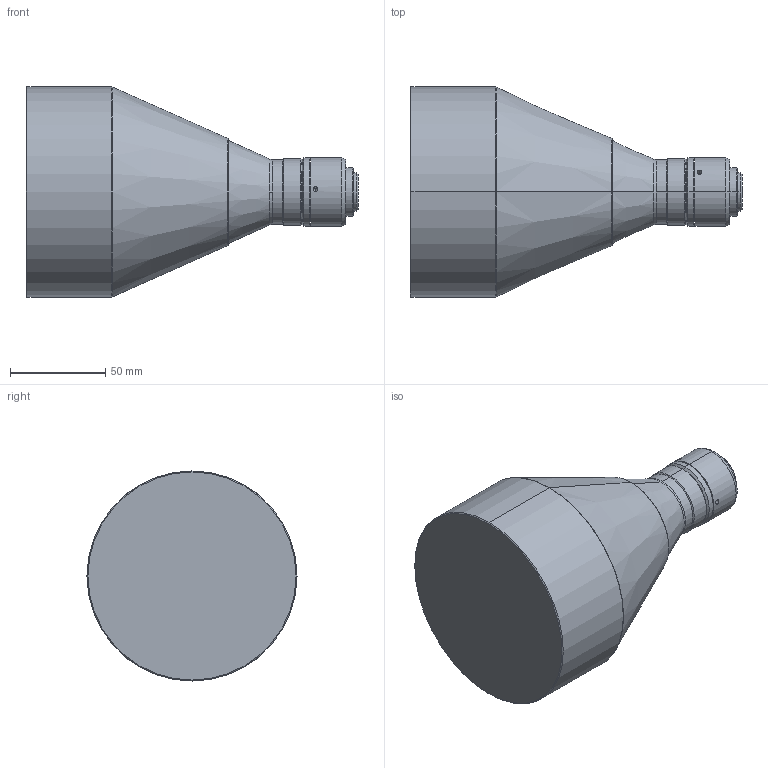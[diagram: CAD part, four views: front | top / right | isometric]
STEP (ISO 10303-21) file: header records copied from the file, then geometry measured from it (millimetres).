
FILE_DESCRIPTION (( 'STEP AP203' ), '1' );
FILE_NAME ('DTCM125-80H-AL.STEP', '2019-11-13T03:36:46', ( 'Windows 蚚誧' ), ( '' ), 'SwSTEP 2.0', 'SolidWorks 2017', '' );
FILE_SCHEMA (( 'CONFIG_CONTROL_DESIGN' ));
Length unit declared in the file: millimetre
Products named in the file (1): DTCM125-80H-AL
Bounding box: 173.9 x 110 x 110 mm (x, y, z)
Volume: 844281.2 mm3; surface area: 52549.4 mm2
Topology: 1 solids, 1 shells, 61 faces, 136 edges, 79 vertices
Faces by surface type: cylinder 24, cone 24, plane 7, bspline 6
Entity records: 2265 total; most frequent: CARTESIAN_POINT 869, DIRECTION 296, ORIENTED_EDGE 260, EDGE_CURVE 130, AXIS2_PLACEMENT_3D 124, VERTEX_POINT 79, EDGE_LOOP 69, CIRCLE 68
